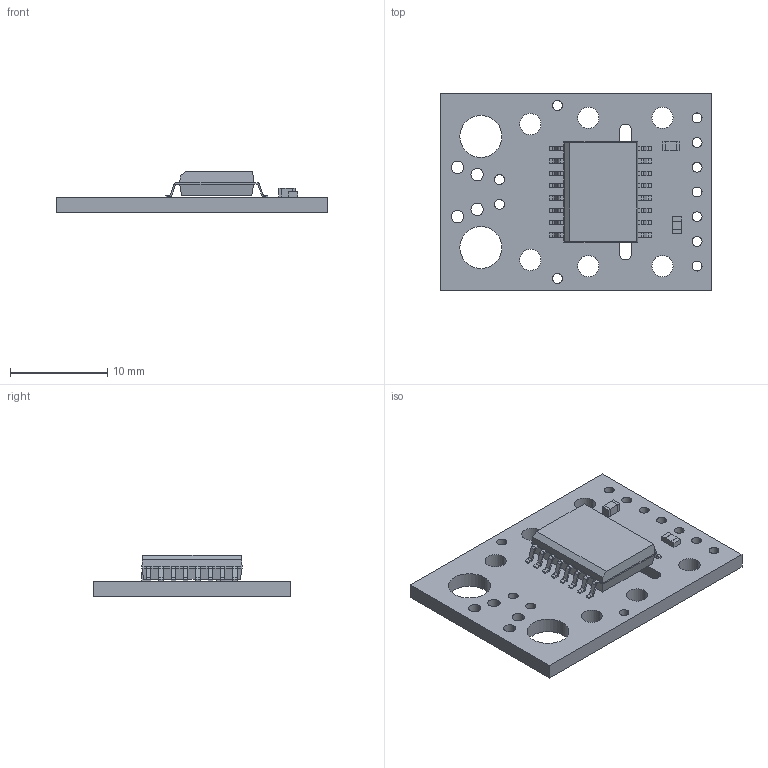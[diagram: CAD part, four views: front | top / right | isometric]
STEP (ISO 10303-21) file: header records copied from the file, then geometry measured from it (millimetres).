
FILE_DESCRIPTION (( 'STEP AP214' ), '1' );
FILE_NAME ('acs37100lm-current-sensor-compact-carrier.step', '2026-04-11T00:30:14', ( '' ), ( '' ), 'SwSTEP 2.0', 'SolidWorks 2026', '' );
FILE_SCHEMA (( 'AUTOMOTIVE_DESIGN' ));
Length unit declared in the file: millimetre
Products named in the file (1): acs37100lm-current-sensor-compact-carrier
Bounding box: 27.94 x 20.32 x 4.21 mm (x, y, z)
Volume: 952 mm3; surface area: 1639.1 mm2
Topology: 1 solids, 1 shells, 723 faces, 2009 edges, 1314 vertices
Faces by surface type: plane 406, bspline 189, cylinder 128
Entity records: 37361 total; most frequent: CARTESIAN_POINT 12238, ORIENTED_EDGE 4018, DIRECTION 2951, EDGE_CURVE 2009, VECTOR 1369, LINE 1369, VERTEX_POINT 1314, EDGE_LOOP 827
